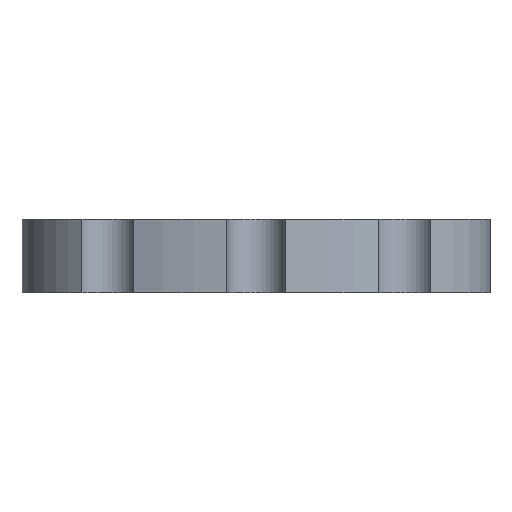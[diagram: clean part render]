
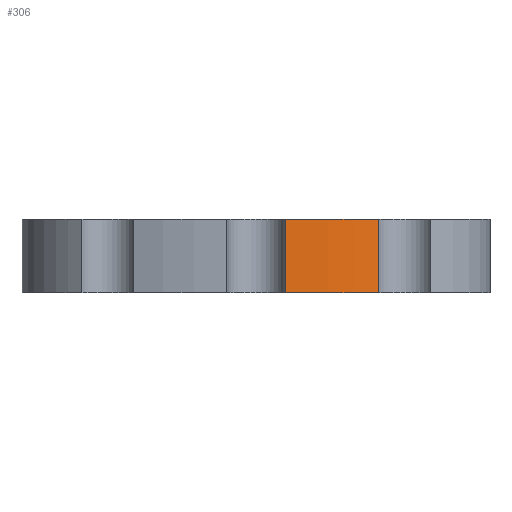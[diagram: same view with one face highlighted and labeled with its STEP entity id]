
A CAD part, front view. The second image highlights one B-rep face of the part: STEP entity #306.
In plain terms, the highlighted free-form (B-spline) face has degree [3, 1] with [4, 2] control points.
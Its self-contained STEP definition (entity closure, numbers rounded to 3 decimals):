
#15 = LINE ( 'NONE', #494, #533 ) ;
#31 = VECTOR ( 'NONE', #258, 1000. ) ;
#53 = EDGE_CURVE ( 'NONE', #101, #207, #15, .T. ) ;
#64 = ORIENTED_EDGE ( 'NONE', *, *, #162, .F. ) ;
#66 = CARTESIAN_POINT ( 'NONE',  ( 2.137, -39.871, 2.5 ) ) ;
#101 = VERTEX_POINT ( 'NONE', #719 ) ;
#123 =( BOUNDED_CURVE ( )  B_SPLINE_CURVE ( 3, ( #206, #562, #724, #158 ),
 .UNSPECIFIED., .F., .T. ) 
 B_SPLINE_CURVE_WITH_KNOTS ( ( 4, 4 ),
 ( 4.838, 5.265 ),
 .UNSPECIFIED. ) 
 CURVE ( )  GEOMETRIC_REPRESENTATION_ITEM ( )  RATIONAL_B_SPLINE_CURVE ( ( 1., 0.985, 0.985, 1. ) ) 
 REPRESENTATION_ITEM ( '' )  );
#158 = CARTESIAN_POINT ( 'NONE',  ( 4.196, -39.257, 2.5 ) ) ;
#162 = EDGE_CURVE ( 'NONE', #535, #101, #123, .T. ) ;
#165 = CARTESIAN_POINT ( 'NONE',  ( 0.999, -39.961, 0. ) ) ;
#169 = CARTESIAN_POINT ( 'NONE',  ( 0.999, -39.961, 2.5 ) ) ;
#206 = CARTESIAN_POINT ( 'NONE',  ( 0.999, -39.961, 2.5 ) ) ;
#207 = VERTEX_POINT ( 'NONE', #329 ) ;
#209 = CARTESIAN_POINT ( 'NONE',  ( 0.999, -39.961, 0. ) ) ;
#237 = CARTESIAN_POINT ( 'NONE',  ( 0.999, -39.961, 0. ) ) ;
#258 = DIRECTION ( 'NONE',  ( 0., 0., 1. ) ) ;
#292 = FACE_OUTER_BOUND ( 'NONE', #735, .T. ) ;
#306 = ADVANCED_FACE ( 'NONE', ( #292 ), #469, .T. ) ;
#319 = LINE ( 'NONE', #209, #31 ) ;
#329 = CARTESIAN_POINT ( 'NONE',  ( 4.196, -39.257, 0. ) ) ;
#393 = CARTESIAN_POINT ( 'NONE',  ( 2.137, -39.871, 0. ) ) ;
#409 = ORIENTED_EDGE ( 'NONE', *, *, #53, .F. ) ;
#415 = VERTEX_POINT ( 'NONE', #609 ) ;
#469 =( BOUNDED_SURFACE ( )  B_SPLINE_SURFACE ( 3, 1, ( 
 ( #237, #644 ),
 ( #682, #66 ),
 ( #632, #474 ),
 ( #629, #704 ) ),
 .UNSPECIFIED., .F., .F., .T. ) 
 B_SPLINE_SURFACE_WITH_KNOTS ( ( 4, 4 ),
 ( 2, 2 ),
 ( 0., 1. ),
 ( 0., 1. ),
 .UNSPECIFIED. ) 
 GEOMETRIC_REPRESENTATION_ITEM ( )  RATIONAL_B_SPLINE_SURFACE ( (
 ( 1., 1.),
 ( 0.985, 0.985),
 ( 0.985, 0.985),
 ( 1., 1.) ) ) 
 REPRESENTATION_ITEM ( '' )  SURFACE ( )  );
#474 = CARTESIAN_POINT ( 'NONE',  ( 3.219, -39.633, 2.5 ) ) ;
#494 = CARTESIAN_POINT ( 'NONE',  ( 4.196, -39.257, 0. ) ) ;
#533 = VECTOR ( 'NONE', #663, 1000. ) ;
#534 = EDGE_CURVE ( 'NONE', #415, #207, #744, .T. ) ;
#535 = VERTEX_POINT ( 'NONE', #169 ) ;
#562 = CARTESIAN_POINT ( 'NONE',  ( 2.137, -39.871, 2.5 ) ) ;
#604 = EDGE_CURVE ( 'NONE', #415, #535, #319, .T. ) ;
#609 = CARTESIAN_POINT ( 'NONE',  ( 0.999, -39.961, 0. ) ) ;
#619 = ORIENTED_EDGE ( 'NONE', *, *, #534, .T. ) ;
#629 = CARTESIAN_POINT ( 'NONE',  ( 4.196, -39.257, 0. ) ) ;
#632 = CARTESIAN_POINT ( 'NONE',  ( 3.219, -39.633, 0. ) ) ;
#635 = CARTESIAN_POINT ( 'NONE',  ( 3.219, -39.633, 0. ) ) ;
#644 = CARTESIAN_POINT ( 'NONE',  ( 0.999, -39.961, 2.5 ) ) ;
#663 = DIRECTION ( 'NONE',  ( 0., 0., -1. ) ) ;
#680 = ORIENTED_EDGE ( 'NONE', *, *, #604, .F. ) ;
#682 = CARTESIAN_POINT ( 'NONE',  ( 2.137, -39.871, 0. ) ) ;
#687 = CARTESIAN_POINT ( 'NONE',  ( 4.196, -39.257, 0. ) ) ;
#704 = CARTESIAN_POINT ( 'NONE',  ( 4.196, -39.257, 2.5 ) ) ;
#719 = CARTESIAN_POINT ( 'NONE',  ( 4.196, -39.257, 2.5 ) ) ;
#724 = CARTESIAN_POINT ( 'NONE',  ( 3.219, -39.633, 2.5 ) ) ;
#735 = EDGE_LOOP ( 'NONE', ( #680, #619, #409, #64 ) ) ;
#744 =( BOUNDED_CURVE ( )  B_SPLINE_CURVE ( 3, ( #165, #393, #635, #687 ),
 .UNSPECIFIED., .F., .T. ) 
 B_SPLINE_CURVE_WITH_KNOTS ( ( 4, 4 ),
 ( 4.838, 5.265 ),
 .UNSPECIFIED. ) 
 CURVE ( )  GEOMETRIC_REPRESENTATION_ITEM ( )  RATIONAL_B_SPLINE_CURVE ( ( 1., 0.985, 0.985, 1. ) ) 
 REPRESENTATION_ITEM ( '' )  );
